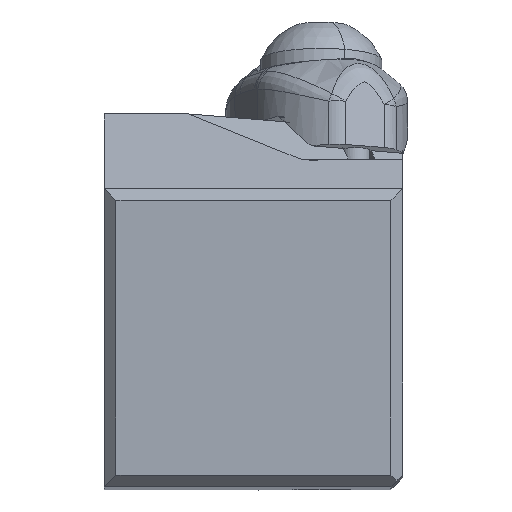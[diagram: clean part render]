
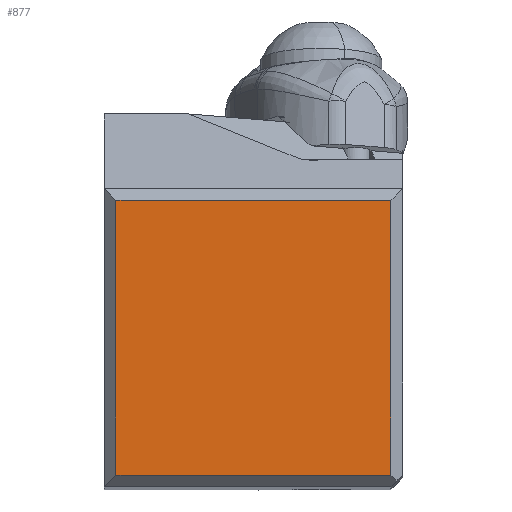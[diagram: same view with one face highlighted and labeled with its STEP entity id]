
A CAD part, top view. The second image highlights one B-rep face of the part: STEP entity #877.
In plain terms, the highlighted planar face has unit normal (0, 0, 1).
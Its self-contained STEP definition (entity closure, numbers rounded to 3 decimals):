
#618=FACE_OUTER_BOUND('',#1250,.T.);
#877=ADVANCED_FACE('',(#618),#1029,.T.);
#1029=PLANE('',#5262);
#1250=EDGE_LOOP('',(#2289,#2290,#2291,#2292));
#2289=ORIENTED_EDGE('',*,*,#3857,.F.);
#2290=ORIENTED_EDGE('',*,*,#3856,.T.);
#2291=ORIENTED_EDGE('',*,*,#3858,.F.);
#2292=ORIENTED_EDGE('',*,*,#3859,.F.);
#3193=VERTEX_POINT('',#11666);
#3194=VERTEX_POINT('',#11668);
#3195=VERTEX_POINT('',#11672);
#3196=VERTEX_POINT('',#11674);
#3856=EDGE_CURVE('',#3193,#3194,#4590,.T.);
#3857=EDGE_CURVE('',#3193,#3195,#4591,.T.);
#3858=EDGE_CURVE('',#3196,#3194,#4592,.T.);
#3859=EDGE_CURVE('',#3195,#3196,#4593,.T.);
#4590=LINE('',#11669,#4852);
#4591=LINE('',#11671,#4853);
#4592=LINE('',#11673,#4854);
#4593=LINE('',#11675,#4855);
#4852=VECTOR('',#6198,1.);
#4853=VECTOR('',#6201,1.);
#4854=VECTOR('',#6202,1.);
#4855=VECTOR('',#6203,1.);
#5262=AXIS2_PLACEMENT_3D('',#11676,#6204,#6205);
#6198=DIRECTION('',(-1.,0.,0.));
#6201=DIRECTION('',(0.,-1.,0.));
#6202=DIRECTION('',(0.,1.,0.));
#6203=DIRECTION('',(-1.,0.,0.));
#6204=DIRECTION('',(0.,0.,1.));
#6205=DIRECTION('',(-1.,0.,0.));
#11666=CARTESIAN_POINT('',(-1.,24.4,0.));
#11668=CARTESIAN_POINT('',(-24.4,24.4,0.));
#11669=CARTESIAN_POINT('',(-1.,24.4,0.));
#11671=CARTESIAN_POINT('',(-1.,24.4,0.));
#11672=CARTESIAN_POINT('',(-1.,1.,0.));
#11673=CARTESIAN_POINT('',(-24.4,1.,0.));
#11674=CARTESIAN_POINT('',(-24.4,1.,0.));
#11675=CARTESIAN_POINT('',(-1.,1.,0.));
#11676=CARTESIAN_POINT('',(-12.7,12.7,0.));
